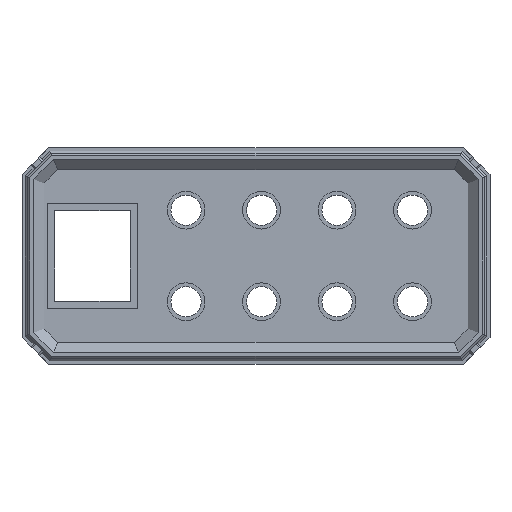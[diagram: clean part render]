
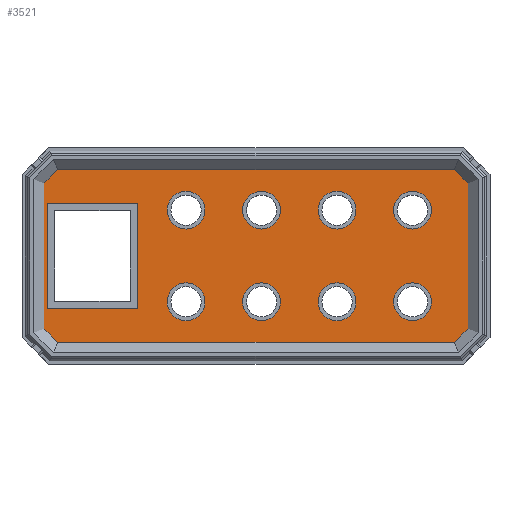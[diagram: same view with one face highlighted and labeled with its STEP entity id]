
A CAD part, top view. The second image highlights one B-rep face of the part: STEP entity #3521.
In plain terms, the highlighted planar face has unit normal (0, 0, 1).
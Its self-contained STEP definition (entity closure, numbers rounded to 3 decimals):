
#2806 = VERTEX_POINT('',#2807);
#2807 = CARTESIAN_POINT('',(-16.5,10.5,2.));
#2815 = VERTEX_POINT('',#2816);
#2816 = CARTESIAN_POINT('',(-16.5,-10.5,2.));
#2822 = EDGE_CURVE('',#2806,#2815,#2823,.T.);
#2823 = LINE('',#2824,#2825);
#2824 = CARTESIAN_POINT('',(-16.5,10.5,2.));
#2825 = VECTOR('',#2826,1.);
#2826 = DIRECTION('',(0.,-1.,0.));
#2839 = VERTEX_POINT('',#2840);
#2840 = CARTESIAN_POINT('',(1.5,-10.5,2.));
#2846 = EDGE_CURVE('',#2815,#2839,#2847,.T.);
#2847 = LINE('',#2848,#2849);
#2848 = CARTESIAN_POINT('',(-16.5,-10.5,2.));
#2849 = VECTOR('',#2850,1.);
#2850 = DIRECTION('',(1.,0.,0.));
#2863 = VERTEX_POINT('',#2864);
#2864 = CARTESIAN_POINT('',(1.5,10.5,2.));
#2870 = EDGE_CURVE('',#2839,#2863,#2871,.T.);
#2871 = LINE('',#2872,#2873);
#2872 = CARTESIAN_POINT('',(1.5,-10.5,2.));
#2873 = VECTOR('',#2874,1.);
#2874 = DIRECTION('',(0.,1.,0.));
#2887 = EDGE_CURVE('',#2863,#2806,#2888,.T.);
#2888 = LINE('',#2889,#2890);
#2889 = CARTESIAN_POINT('',(1.5,10.5,2.));
#2890 = VECTOR('',#2891,1.);
#2891 = DIRECTION('',(-1.,0.,0.));
#3326 = VERTEX_POINT('',#3327);
#3327 = CARTESIAN_POINT('',(14.85,9.1,2.));
#3335 = EDGE_CURVE('',#3326,#3326,#3336,.T.);
#3336 = CIRCLE('',#3337,3.75);
#3337 = AXIS2_PLACEMENT_3D('',#3338,#3339,#3340);
#3338 = CARTESIAN_POINT('',(11.1,9.1,2.));
#3339 = DIRECTION('',(0.,0.,1.));
#3340 = DIRECTION('',(1.,0.,0.));
#3351 = VERTEX_POINT('',#3352);
#3352 = CARTESIAN_POINT('',(29.85,9.1,2.));
#3360 = EDGE_CURVE('',#3351,#3351,#3361,.T.);
#3361 = CIRCLE('',#3362,3.75);
#3362 = AXIS2_PLACEMENT_3D('',#3363,#3364,#3365);
#3363 = CARTESIAN_POINT('',(26.1,9.1,2.));
#3364 = DIRECTION('',(0.,0.,1.));
#3365 = DIRECTION('',(1.,0.,0.));
#3376 = VERTEX_POINT('',#3377);
#3377 = CARTESIAN_POINT('',(44.85,9.1,2.));
#3385 = EDGE_CURVE('',#3376,#3376,#3386,.T.);
#3386 = CIRCLE('',#3387,3.75);
#3387 = AXIS2_PLACEMENT_3D('',#3388,#3389,#3390);
#3388 = CARTESIAN_POINT('',(41.1,9.1,2.));
#3389 = DIRECTION('',(0.,0.,1.));
#3390 = DIRECTION('',(1.,0.,0.));
#3401 = VERTEX_POINT('',#3402);
#3402 = CARTESIAN_POINT('',(59.85,9.1,2.));
#3410 = EDGE_CURVE('',#3401,#3401,#3411,.T.);
#3411 = CIRCLE('',#3412,3.75);
#3412 = AXIS2_PLACEMENT_3D('',#3413,#3414,#3415);
#3413 = CARTESIAN_POINT('',(56.1,9.1,2.));
#3414 = DIRECTION('',(0.,0.,1.));
#3415 = DIRECTION('',(1.,0.,0.));
#3426 = VERTEX_POINT('',#3427);
#3427 = CARTESIAN_POINT('',(14.85,-9.1,2.));
#3435 = EDGE_CURVE('',#3426,#3426,#3436,.T.);
#3436 = CIRCLE('',#3437,3.75);
#3437 = AXIS2_PLACEMENT_3D('',#3438,#3439,#3440);
#3438 = CARTESIAN_POINT('',(11.1,-9.1,2.));
#3439 = DIRECTION('',(0.,0.,-1.));
#3440 = DIRECTION('',(1.,0.,0.));
#3451 = VERTEX_POINT('',#3452);
#3452 = CARTESIAN_POINT('',(29.85,-9.1,2.));
#3460 = EDGE_CURVE('',#3451,#3451,#3461,.T.);
#3461 = CIRCLE('',#3462,3.75);
#3462 = AXIS2_PLACEMENT_3D('',#3463,#3464,#3465);
#3463 = CARTESIAN_POINT('',(26.1,-9.1,2.));
#3464 = DIRECTION('',(0.,0.,-1.));
#3465 = DIRECTION('',(1.,0.,0.));
#3476 = VERTEX_POINT('',#3477);
#3477 = CARTESIAN_POINT('',(44.85,-9.1,2.));
#3485 = EDGE_CURVE('',#3476,#3476,#3486,.T.);
#3486 = CIRCLE('',#3487,3.75);
#3487 = AXIS2_PLACEMENT_3D('',#3488,#3489,#3490);
#3488 = CARTESIAN_POINT('',(41.1,-9.1,2.));
#3489 = DIRECTION('',(0.,0.,-1.));
#3490 = DIRECTION('',(1.,0.,0.));
#3501 = VERTEX_POINT('',#3502);
#3502 = CARTESIAN_POINT('',(59.85,-9.1,2.));
#3510 = EDGE_CURVE('',#3501,#3501,#3511,.T.);
#3511 = CIRCLE('',#3512,3.75);
#3512 = AXIS2_PLACEMENT_3D('',#3513,#3514,#3515);
#3513 = CARTESIAN_POINT('',(56.1,-9.1,2.));
#3514 = DIRECTION('',(0.,0.,-1.));
#3515 = DIRECTION('',(1.,0.,0.));
#3521 = ADVANCED_FACE('',(#3522,#3588,#3591,#3594,#3597,#3600,#3606,
    #3609,#3612,#3615),#3618,.T.);
#3522 = FACE_BOUND('',#3523,.T.);
#3523 = EDGE_LOOP('',(#3524,#3534,#3542,#3550,#3558,#3566,#3574,#3582));
#3524 = ORIENTED_EDGE('',*,*,#3525,.T.);
#3525 = EDGE_CURVE('',#3526,#3528,#3530,.T.);
#3526 = VERTEX_POINT('',#3527);
#3527 = CARTESIAN_POINT('',(-17.175,14.436,2.));
#3528 = VERTEX_POINT('',#3529);
#3529 = CARTESIAN_POINT('',(-17.175,-14.436,2.));
#3530 = LINE('',#3531,#3532);
#3531 = CARTESIAN_POINT('',(-17.175,15.265,2.));
#3532 = VECTOR('',#3533,1.);
#3533 = DIRECTION('',(0.,-1.,0.));
#3534 = ORIENTED_EDGE('',*,*,#3535,.T.);
#3535 = EDGE_CURVE('',#3528,#3536,#3538,.T.);
#3536 = VERTEX_POINT('',#3537);
#3537 = CARTESIAN_POINT('',(-14.436,-17.175,2.));
#3538 = LINE('',#3539,#3540);
#3539 = CARTESIAN_POINT('',(-17.761,-13.851,2.));
#3540 = VECTOR('',#3541,1.);
#3541 = DIRECTION('',(0.707,-0.707,0.));
#3542 = ORIENTED_EDGE('',*,*,#3543,.T.);
#3543 = EDGE_CURVE('',#3536,#3544,#3546,.T.);
#3544 = VERTEX_POINT('',#3545);
#3545 = CARTESIAN_POINT('',(64.436,-17.175,2.));
#3546 = LINE('',#3547,#3548);
#3547 = CARTESIAN_POINT('',(-15.265,-17.175,2.));
#3548 = VECTOR('',#3549,1.);
#3549 = DIRECTION('',(1.,0.,0.));
#3550 = ORIENTED_EDGE('',*,*,#3551,.T.);
#3551 = EDGE_CURVE('',#3544,#3552,#3554,.T.);
#3552 = VERTEX_POINT('',#3553);
#3553 = CARTESIAN_POINT('',(67.175,-14.436,2.));
#3554 = LINE('',#3555,#3556);
#3555 = CARTESIAN_POINT('',(63.851,-17.761,2.));
#3556 = VECTOR('',#3557,1.);
#3557 = DIRECTION('',(0.707,0.707,0.));
#3558 = ORIENTED_EDGE('',*,*,#3559,.T.);
#3559 = EDGE_CURVE('',#3552,#3560,#3562,.T.);
#3560 = VERTEX_POINT('',#3561);
#3561 = CARTESIAN_POINT('',(67.175,14.436,2.));
#3562 = LINE('',#3563,#3564);
#3563 = CARTESIAN_POINT('',(67.175,-15.265,2.));
#3564 = VECTOR('',#3565,1.);
#3565 = DIRECTION('',(0.,1.,0.));
#3566 = ORIENTED_EDGE('',*,*,#3567,.T.);
#3567 = EDGE_CURVE('',#3560,#3568,#3570,.T.);
#3568 = VERTEX_POINT('',#3569);
#3569 = CARTESIAN_POINT('',(64.436,17.175,2.));
#3570 = LINE('',#3571,#3572);
#3571 = CARTESIAN_POINT('',(67.761,13.851,2.));
#3572 = VECTOR('',#3573,1.);
#3573 = DIRECTION('',(-0.707,0.707,0.));
#3574 = ORIENTED_EDGE('',*,*,#3575,.T.);
#3575 = EDGE_CURVE('',#3568,#3576,#3578,.T.);
#3576 = VERTEX_POINT('',#3577);
#3577 = CARTESIAN_POINT('',(-14.436,17.175,2.));
#3578 = LINE('',#3579,#3580);
#3579 = CARTESIAN_POINT('',(65.265,17.175,2.));
#3580 = VECTOR('',#3581,1.);
#3581 = DIRECTION('',(-1.,0.,0.));
#3582 = ORIENTED_EDGE('',*,*,#3583,.T.);
#3583 = EDGE_CURVE('',#3576,#3526,#3584,.T.);
#3584 = LINE('',#3585,#3586);
#3585 = CARTESIAN_POINT('',(-13.851,17.761,2.));
#3586 = VECTOR('',#3587,1.);
#3587 = DIRECTION('',(-0.707,-0.707,0.));
#3588 = FACE_BOUND('',#3589,.T.);
#3589 = EDGE_LOOP('',(#3590));
#3590 = ORIENTED_EDGE('',*,*,#3435,.T.);
#3591 = FACE_BOUND('',#3592,.T.);
#3592 = EDGE_LOOP('',(#3593));
#3593 = ORIENTED_EDGE('',*,*,#3460,.T.);
#3594 = FACE_BOUND('',#3595,.T.);
#3595 = EDGE_LOOP('',(#3596));
#3596 = ORIENTED_EDGE('',*,*,#3485,.T.);
#3597 = FACE_BOUND('',#3598,.T.);
#3598 = EDGE_LOOP('',(#3599));
#3599 = ORIENTED_EDGE('',*,*,#3510,.T.);
#3600 = FACE_BOUND('',#3601,.T.);
#3601 = EDGE_LOOP('',(#3602,#3603,#3604,#3605));
#3602 = ORIENTED_EDGE('',*,*,#2822,.F.);
#3603 = ORIENTED_EDGE('',*,*,#2887,.F.);
#3604 = ORIENTED_EDGE('',*,*,#2870,.F.);
#3605 = ORIENTED_EDGE('',*,*,#2846,.F.);
#3606 = FACE_BOUND('',#3607,.T.);
#3607 = EDGE_LOOP('',(#3608));
#3608 = ORIENTED_EDGE('',*,*,#3335,.F.);
#3609 = FACE_BOUND('',#3610,.T.);
#3610 = EDGE_LOOP('',(#3611));
#3611 = ORIENTED_EDGE('',*,*,#3360,.F.);
#3612 = FACE_BOUND('',#3613,.T.);
#3613 = EDGE_LOOP('',(#3614));
#3614 = ORIENTED_EDGE('',*,*,#3385,.F.);
#3615 = FACE_BOUND('',#3616,.T.);
#3616 = EDGE_LOOP('',(#3617));
#3617 = ORIENTED_EDGE('',*,*,#3410,.F.);
#3618 = PLANE('',#3619);
#3619 = AXIS2_PLACEMENT_3D('',#3620,#3621,#3622);
#3620 = CARTESIAN_POINT('',(25.,0.,2.));
#3621 = DIRECTION('',(0.,0.,1.));
#3622 = DIRECTION('',(1.,0.,0.));
